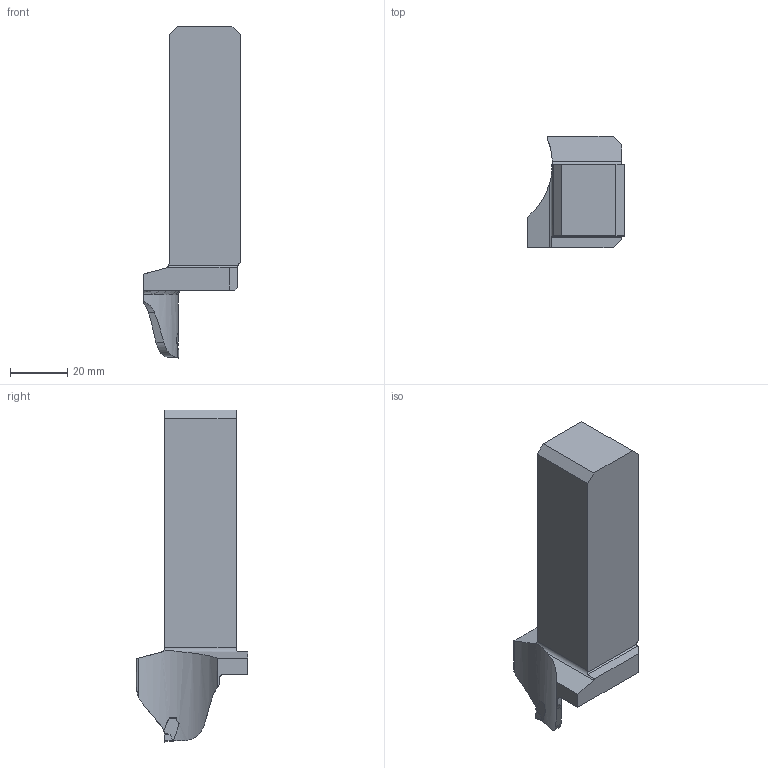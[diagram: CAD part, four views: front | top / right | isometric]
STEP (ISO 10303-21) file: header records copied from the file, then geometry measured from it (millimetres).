
FILE_DESCRIPTION(/* description */ (''),/* implementation_level */ '2;1');
FILE_NAME(/* name */ 'toolassembly_1.stp',/* time_stamp */ '2019-12-23T13:43:59+01:00',/* author */ (''),/* organization */ ('SMS'),/* preprocessor_version */ 'ST-DEVELOPER v16.7',/* originating_system */ 'SIEMENS PLM Software NX 12.0',/* authorisation */ '');
FILE_SCHEMA (('AUTOMOTIVE_DESIGN { 1 0 10303 214 3 1 1 1 }'));
Length unit declared in the file: millimetre
Products named in the file (4): ASSEMBLY_CONSTRUCTION; CUT_20191223134328; NOCUT_20191223134255; TOOLASSEMBLY_1
Assembly tree (3 placements, depth 2):
  TOOLASSEMBLY_1
    NOCUT_20191223134255
    CUT_20191223134328
    ASSEMBLY_CONSTRUCTION
Bounding box: 33.85 x 38.75 x 115.6 mm (x, y, z)
Volume: 61613.8 mm3; surface area: 12600.8 mm2
Topology: 2 solids, 2 shells, 60 faces, 201 edges, 153 vertices
Faces by surface type: plane 31, cylinder 19, bspline 8, torus 1, extrusion 1
Entity records: 8066 total; most frequent: CARTESIAN_POINT 6279, ORIENTED_EDGE 400, DIRECTION 262, EDGE_CURVE 200, VERTEX_POINT 144, B_SPLINE_CURVE_WITH_KNOTS 92, AXIS2_PLACEMENT_3D 90, VECTOR 82
